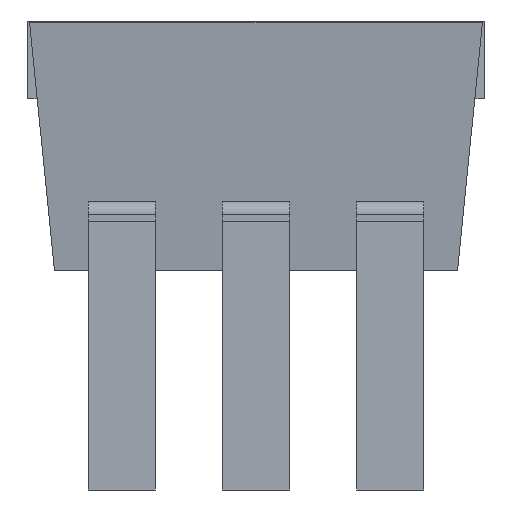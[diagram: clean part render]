
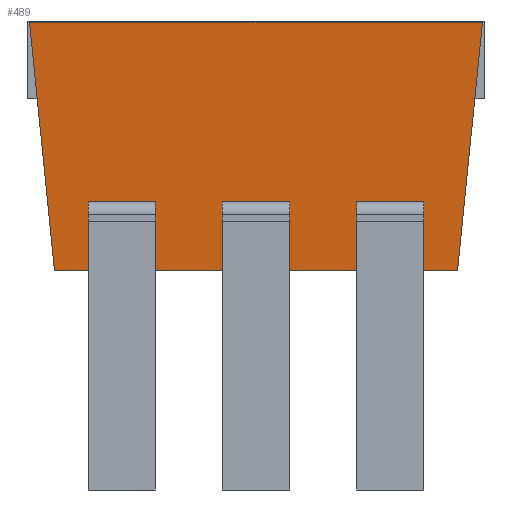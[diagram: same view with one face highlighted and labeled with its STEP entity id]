
A CAD part, front view. The second image highlights one B-rep face of the part: STEP entity #489.
In plain terms, the highlighted planar face has unit normal (0, -0.995, -0.1).
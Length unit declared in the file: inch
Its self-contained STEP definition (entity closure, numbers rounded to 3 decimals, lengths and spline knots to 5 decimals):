
#489=ADVANCED_FACE('',(#594),#544,.F.);
#544=PLANE('',#1405);
#594=FACE_OUTER_BOUND('',#653,.T.);
#653=EDGE_LOOP('',(#777,#778,#779,#780));
#777=ORIENTED_EDGE('',*,*,#1067,.F.);
#778=ORIENTED_EDGE('',*,*,#1040,.F.);
#779=ORIENTED_EDGE('',*,*,#1069,.F.);
#780=ORIENTED_EDGE('',*,*,#1036,.F.);
#952=VERTEX_POINT('',#1719);
#953=VERTEX_POINT('',#1721);
#956=VERTEX_POINT('',#1728);
#957=VERTEX_POINT('',#1730);
#1036=EDGE_CURVE('',#952,#953,#1161,.T.);
#1040=EDGE_CURVE('',#956,#957,#1165,.T.);
#1067=EDGE_CURVE('',#957,#952,#1190,.T.);
#1069=EDGE_CURVE('',#953,#956,#1192,.T.);
#1161=LINE('',#1720,#1278);
#1165=LINE('',#1729,#1282);
#1190=LINE('',#1782,#1307);
#1192=LINE('',#1785,#1309);
#1278=VECTOR('',#1466,1.);
#1282=VECTOR('',#1472,1.);
#1307=VECTOR('',#1521,1.);
#1309=VECTOR('',#1525,1.);
#1405=AXIS2_PLACEMENT_3D('',#1789,#1531,#1532);
#1466=DIRECTION('',(1.,0.,0.));
#1472=DIRECTION('',(-1.,0.,0.));
#1521=DIRECTION('',(-0.099,-0.099,0.99));
#1525=DIRECTION('',(-0.099,0.099,-0.99));
#1531=DIRECTION('',(0.,0.995,0.1));
#1532=DIRECTION('',(1.,0.,0.));
#1719=CARTESIAN_POINT('',(0.0015,0.0015,0.185));
#1720=CARTESIAN_POINT('',(0.,0.0015,0.185));
#1721=CARTESIAN_POINT('',(0.3385,0.0015,0.185));
#1728=CARTESIAN_POINT('',(0.32,0.02,0.));
#1729=CARTESIAN_POINT('',(0.,0.02,0.));
#1730=CARTESIAN_POINT('',(0.02,0.02,0.));
#1782=CARTESIAN_POINT('',(0.00392,0.00392,0.16078));
#1785=CARTESIAN_POINT('',(0.34,0.,0.2));
#1789=CARTESIAN_POINT('',(0.,0.,0.2));
